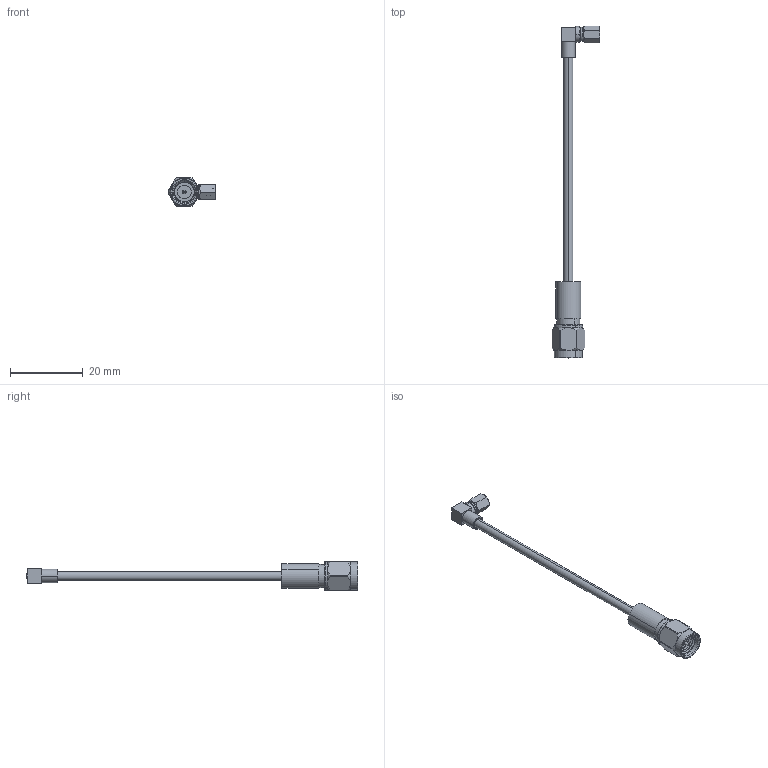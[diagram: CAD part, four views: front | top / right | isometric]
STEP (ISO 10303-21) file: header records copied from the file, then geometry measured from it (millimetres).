
FILE_DESCRIPTION (( 'STEP AP214' ), '1' );
FILE_NAME ('PE3C4423.step', '2020-04-20T17:46:14', ( '' ), ( '' ), 'SwSTEP 2.0', 'SolidWorks 2018', '' );
FILE_SCHEMA (( 'AUTOMOTIVE_DESIGN' ));
Length unit declared in the file: millimetre
Products named in the file (4): PE45382/FMCN1267(Ticket #1329)___; TC-100-SM; RG316-PROD_SP17516 3" LONG; PE3C4423
Assembly tree (3 placements, depth 2):
  PE3C4423
    RG316-PROD_SP17516 3" LONG
    PE45382/FMCN1267(Ticket #1329)___
    TC-100-SM
Bounding box: 13.22 x 91.56 x 7.94 mm (x, y, z)
Volume: 1005.9 mm3; surface area: 2307.4 mm2
Topology: 4 solids, 4 shells, 2645 faces, 5586 edges, 2969 vertices
Faces by surface type: bspline 1926, cylinder 603, plane 69, cone 43, torus 4
Entity records: 100249 total; most frequent: CARTESIAN_POINT 65489, ORIENTED_EDGE 11172, EDGE_CURVE 5586, VERTEX_POINT 2969, EDGE_LOOP 2669, FACE_OUTER_BOUND 2645, ADVANCED_FACE 2645, DIRECTION 2293
